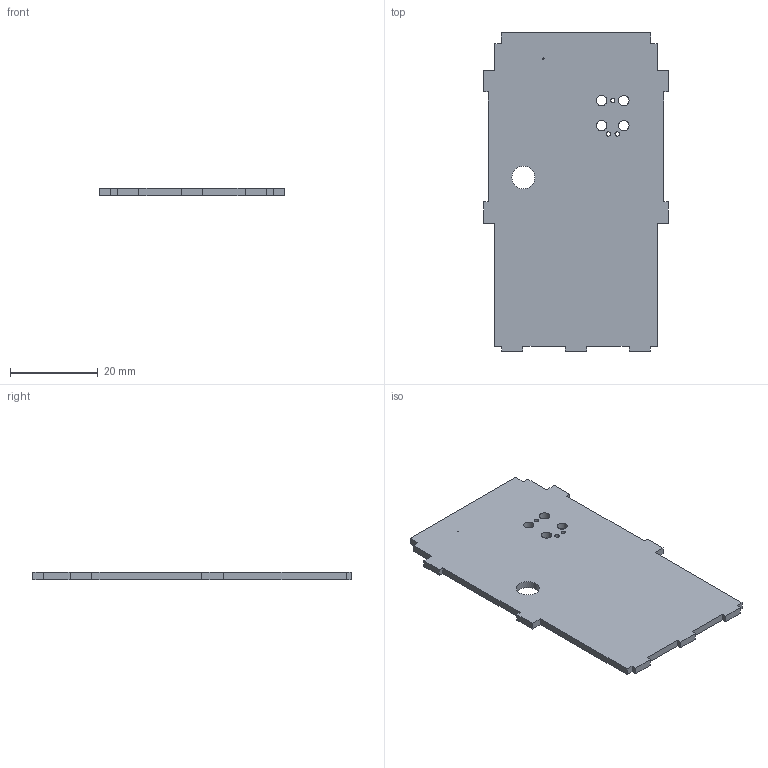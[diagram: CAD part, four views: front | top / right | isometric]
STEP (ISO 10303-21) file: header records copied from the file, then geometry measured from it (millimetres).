
FILE_DESCRIPTION(('KiCad electronic assembly'),'2;1');
FILE_NAME('quadkeyv2.step','2021-05-20T07:03:54',('Pcbnew'),('Kicad'), 'Open CASCADE STEP processor 7.5','KiCad to STEP converter','Unknown' );
FILE_SCHEMA(('AUTOMOTIVE_DESIGN { 1 0 10303 214 1 1 1 1 }'));
Length unit declared in the file: millimetre
Products named in the file (2): quadkeyv2 1; COMPOUND
Assembly tree (1 placements, depth 2):
  quadkeyv2 1
    COMPOUND
Bounding box: 42.1 x 72.6 x 1.6 mm (x, y, z)
Volume: 4381.6 mm3; surface area: 5948.1 mm2
Topology: 1 solids, 1 shells, 47 faces, 135 edges, 90 vertices
Faces by surface type: plane 38, cylinder 9
Full cylindrical faces by diameter (mm): 0.3 x1, 0.991 x3, 2.375 x4, 5.2 x1
Entity records: 3419 total; most frequent: CARTESIAN_POINT 652, DIRECTION 503, LINE 369, VECTOR 369, ORIENTED_EDGE 270, PCURVE 270, DEFINITIONAL_REPRESENTATION 270, EDGE_CURVE 135
